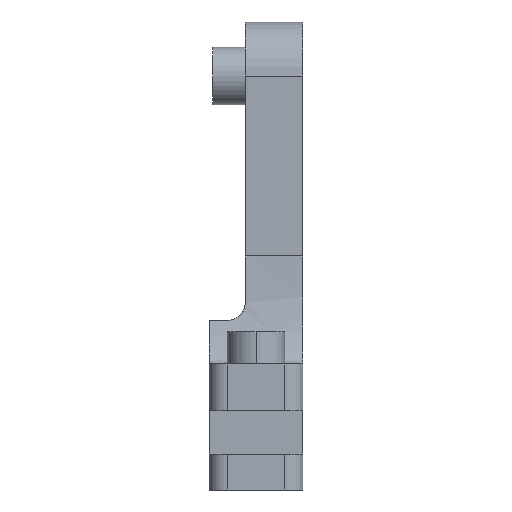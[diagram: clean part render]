
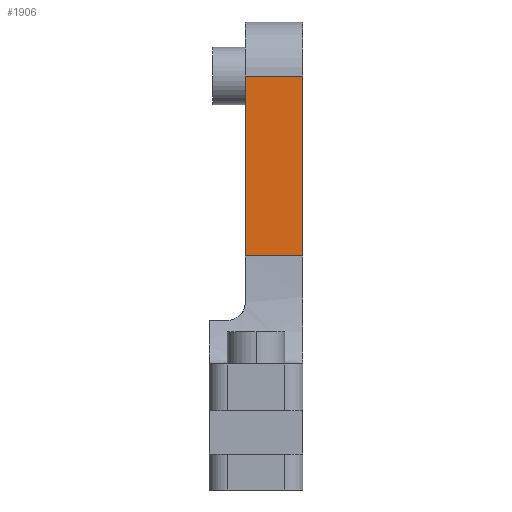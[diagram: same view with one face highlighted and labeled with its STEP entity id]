
A CAD part, left-side view. The second image highlights one B-rep face of the part: STEP entity #1906.
In plain terms, the highlighted planar face has unit normal (-1, 0, 0).
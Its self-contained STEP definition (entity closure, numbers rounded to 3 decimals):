
#74 = CARTESIAN_POINT ( 'NONE',  ( -7.5, 8., 0. ) ) ;
#288 = CARTESIAN_POINT ( 'NONE',  ( -7.5, 5.333, -25. ) ) ;
#363 = DIRECTION ( 'NONE',  ( 1., 0., 0. ) ) ;
#366 = VERTEX_POINT ( 'NONE', #3088 ) ;
#411 = PLANE ( 'NONE',  #2907 ) ;
#521 = ORIENTED_EDGE ( 'NONE', *, *, #2640, .T. ) ;
#566 = ORIENTED_EDGE ( 'NONE', *, *, #4240, .T. ) ;
#635 = B_SPLINE_CURVE_WITH_KNOTS ( 'NONE', 3,
 ( #3549, #288, #4682, #1745 ),
 .UNSPECIFIED., .F., .F.,
 ( 4, 4 ),
 ( 0., 1. ),
 .UNSPECIFIED. ) ;
#694 = EDGE_LOOP ( 'NONE', ( #2059, #566, #521, #1388 ) ) ;
#1227 = LINE ( 'NONE', #3032, #2363 ) ;
#1347 = VERTEX_POINT ( 'NONE', #2461 ) ;
#1388 = ORIENTED_EDGE ( 'NONE', *, *, #2428, .F. ) ;
#1745 = CARTESIAN_POINT ( 'NONE',  ( -7.5, 0., -25. ) ) ;
#1749 = DIRECTION ( 'NONE',  ( 0., 0., 1. ) ) ;
#1765 = CARTESIAN_POINT ( 'NONE',  ( -7.5, 8., 0. ) ) ;
#1906 = ADVANCED_FACE ( 'NONE', ( #2552 ), #411, .F. ) ;
#2059 = ORIENTED_EDGE ( 'NONE', *, *, #2935, .F. ) ;
#2072 = LINE ( 'NONE', #3553, #2601 ) ;
#2201 = CARTESIAN_POINT ( 'NONE',  ( -7.5, 8., 0. ) ) ;
#2215 = VERTEX_POINT ( 'NONE', #2201 ) ;
#2298 = DIRECTION ( 'NONE',  ( 0., -1., 0. ) ) ;
#2363 = VECTOR ( 'NONE', #2298, 1000. ) ;
#2428 = EDGE_CURVE ( 'NONE', #2215, #366, #1227, .T. ) ;
#2461 = CARTESIAN_POINT ( 'NONE',  ( -7.5, 0., -25. ) ) ;
#2552 = FACE_OUTER_BOUND ( 'NONE', #694, .T. ) ;
#2597 = DIRECTION ( 'NONE',  ( 0., 0., -1. ) ) ;
#2601 = VECTOR ( 'NONE', #1749, 1000. ) ;
#2640 = EDGE_CURVE ( 'NONE', #1347, #366, #2072, .T. ) ;
#2907 = AXIS2_PLACEMENT_3D ( 'NONE', #74, #363, #2597 ) ;
#2935 = EDGE_CURVE ( 'NONE', #3374, #2215, #3571, .T. ) ;
#3032 = CARTESIAN_POINT ( 'NONE',  ( -7.5, 8., 0. ) ) ;
#3088 = CARTESIAN_POINT ( 'NONE',  ( -7.5, 0., 0. ) ) ;
#3374 = VERTEX_POINT ( 'NONE', #3542 ) ;
#3542 = CARTESIAN_POINT ( 'NONE',  ( -7.5, 8., -25. ) ) ;
#3549 = CARTESIAN_POINT ( 'NONE',  ( -7.5, 8., -25. ) ) ;
#3553 = CARTESIAN_POINT ( 'NONE',  ( -7.5, 0., 0. ) ) ;
#3571 = LINE ( 'NONE', #1765, #3896 ) ;
#3896 = VECTOR ( 'NONE', #4219, 1000. ) ;
#4219 = DIRECTION ( 'NONE',  ( 0., 0., 1. ) ) ;
#4240 = EDGE_CURVE ( 'NONE', #3374, #1347, #635, .T. ) ;
#4682 = CARTESIAN_POINT ( 'NONE',  ( -7.5, 2.667, -25. ) ) ;
